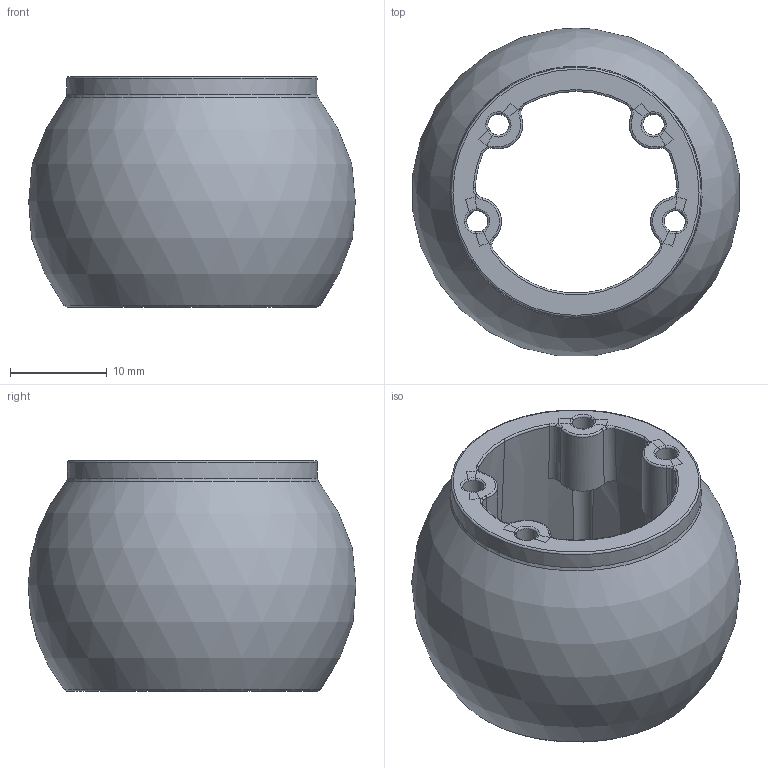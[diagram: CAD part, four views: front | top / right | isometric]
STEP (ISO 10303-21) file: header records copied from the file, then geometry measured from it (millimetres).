
FILE_DESCRIPTION(('FreeCAD Model'),'2;1');
FILE_NAME('SupCamera_SwivelJoint.step', '2020-04-20T10:27:23',('Author'),(''), 'Open CASCADE STEP processor 7.3','FreeCAD','Unknown');
FILE_SCHEMA(('AUTOMOTIVE_DESIGN { 1 0 10303 214 1 1 1 1 }'));
Length unit declared in the file: millimetre
Products named in the file (1): SupCameraEsfera_001
Bounding box: 33.69 x 33.79 x 23.79 mm (x, y, z)
Volume: 9117.5 mm3; surface area: 4679.2 mm2
Topology: 1 solids, 1 shells, 92 faces, 269 edges, 170 vertices
Faces by surface type: torus 30, bspline 29, plane 17, cylinder 9, cone 6, sphere 1
Full cylindrical faces by diameter (mm): 2.2 x4, 25.792 x1
Entity records: 13466 total; most frequent: CARTESIAN_POINT 8148, DIRECTION 753, ORIENTED_EDGE 538, PCURVE 538, DEFINITIONAL_REPRESENTATION 538, LINE 311, VECTOR 311, EDGE_CURVE 269
